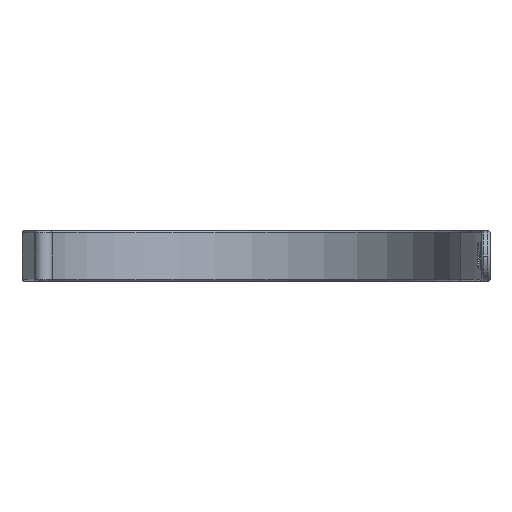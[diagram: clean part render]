
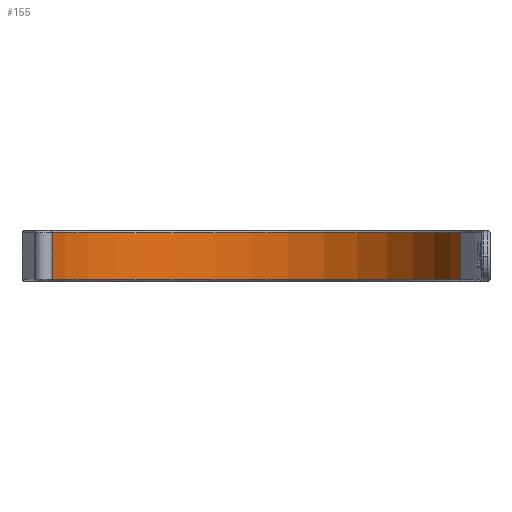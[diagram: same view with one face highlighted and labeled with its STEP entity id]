
A CAD part, front view. The second image highlights one B-rep face of the part: STEP entity #155.
In plain terms, the highlighted cylindrical face has radius 51.86 mm (diameter 103.72 mm), a partial arc.
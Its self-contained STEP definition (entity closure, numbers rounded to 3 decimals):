
#123=VECTOR('Line Direction',#122,1.) ;
#139=VECTOR('Line Direction',#138,1.) ;
#117=DIRECTION('Axis2P3D Direction',(0.,0.,-1.)) ;
#118=DIRECTION('Axis2P3D XDirection',(-0.994,-0.105,0.)) ;
#122=DIRECTION('Vector Direction',(0.,0.,-1.)) ;
#131=DIRECTION('Axis2P3D Direction',(0.,0.,-1.)) ;
#138=DIRECTION('Vector Direction',(0.,0.,-1.)) ;
#145=DIRECTION('Axis2P3D Direction',(0.,0.,-1.)) ;
#116=CARTESIAN_POINT('Axis2P3D Location',(0.,69.414,7.)) ;
#121=CARTESIAN_POINT('Line Origine',(-51.573,63.967,7.)) ;
#125=CARTESIAN_POINT('Vertex',(-51.573,63.967,1.5)) ;
#127=CARTESIAN_POINT('Vertex',(-51.573,63.967,12.5)) ;
#130=CARTESIAN_POINT('Axis2P3D Location',(0.,69.414,1.5)) ;
#134=CARTESIAN_POINT('Vertex',(50.917,79.258,1.5)) ;
#137=CARTESIAN_POINT('Line Origine',(50.917,79.258,7.)) ;
#141=CARTESIAN_POINT('Vertex',(50.917,79.258,12.5)) ;
#144=CARTESIAN_POINT('Axis2P3D Location',(0.,69.414,12.5)) ;
#119=AXIS2_PLACEMENT_3D('Cylinder Axis2P3D',#116,#117,#118) ;
#132=AXIS2_PLACEMENT_3D('Circle Axis2P3D',#130,#131,$) ;
#146=AXIS2_PLACEMENT_3D('Circle Axis2P3D',#144,#145,$) ;
#129=EDGE_CURVE('',#126,#128,#124,.F.) ;
#136=EDGE_CURVE('',#135,#126,#133,.F.) ;
#143=EDGE_CURVE('',#135,#142,#140,.F.) ;
#148=EDGE_CURVE('',#128,#142,#147,.T.) ;
#150=ORIENTED_EDGE('',*,*,#129,.F.) ;
#151=ORIENTED_EDGE('',*,*,#136,.F.) ;
#152=ORIENTED_EDGE('',*,*,#143,.T.) ;
#153=ORIENTED_EDGE('',*,*,#148,.F.) ;
#124=LINE('Line',#121,#123) ;
#140=LINE('Line',#137,#139) ;
#155=ADVANCED_FACE('STRAP 1',(#154),#120,.F.) ;
#133=CIRCLE('generated circle',#132,51.86) ;
#147=CIRCLE('generated circle',#146,51.86) ;
#120=CYLINDRICAL_SURFACE('generated cylinder',#119,51.86) ;
#126=VERTEX_POINT('',#125) ;
#128=VERTEX_POINT('',#127) ;
#135=VERTEX_POINT('',#134) ;
#142=VERTEX_POINT('',#141) ;
#149=EDGE_LOOP('',(#150,#151,#152,#153)) ;
#154=FACE_OUTER_BOUND('',#149,.T.) ;
